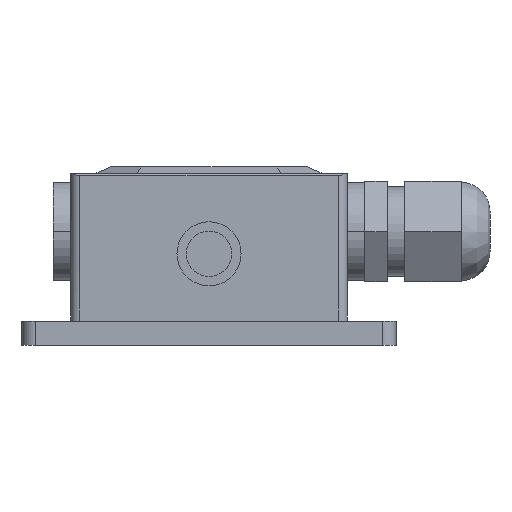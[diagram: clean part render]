
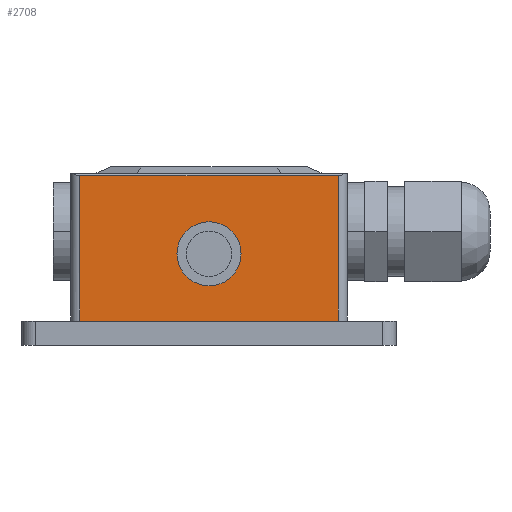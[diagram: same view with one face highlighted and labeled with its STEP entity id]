
A CAD part, front view. The second image highlights one B-rep face of the part: STEP entity #2708.
In plain terms, the highlighted planar face has unit normal (0, -1, 0).
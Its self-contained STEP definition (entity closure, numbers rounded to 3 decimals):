
#2634=CARTESIAN_POINT('',(71.,0.0,38.));
#2635=VERTEX_POINT('',#2634);
#2643=CARTESIAN_POINT('',(71.,0.,5.4));
#2644=VERTEX_POINT('',#2643);
#2645=CARTESIAN_POINT('',(71.,0.,38.));
#2646=DIRECTION('',(0.0,0.0,-1.0));
#2647=VECTOR('',#2646,32.6);
#2648=LINE('',#2645,#2647);
#2649=EDGE_CURVE('',#2635,#2644,#2648,.T.);
#2678=CARTESIAN_POINT('',(73.,0.0,38.));
#2679=DIRECTION('',(0.0,-1.0,0.0));
#2680=DIRECTION('',(1.0,0.0,0.0));
#2681=AXIS2_PLACEMENT_3D('',#2678,#2679,#2680);
#2682=PLANE('',#2681);
#2683=ORIENTED_EDGE('',*,*,#2649,.F.);
#2684=CARTESIAN_POINT('',(13.,0.,38.));
#2685=VERTEX_POINT('',#2684);
#2686=CARTESIAN_POINT('',(71.,0.,38.));
#2687=DIRECTION('',(-1.0,0.0,0.0));
#2688=VECTOR('',#2687,58.);
#2689=LINE('',#2686,#2688);
#2690=EDGE_CURVE('',#2635,#2685,#2689,.T.);
#2691=ORIENTED_EDGE('',*,*,#2690,.T.);
#2692=CARTESIAN_POINT('',(13.,0.0,5.4));
#2693=VERTEX_POINT('',#2692);
#2694=CARTESIAN_POINT('',(13.,0.,5.4));
#2695=DIRECTION('',(0.0,0.0,1.0));
#2696=VECTOR('',#2695,32.6);
#2697=LINE('',#2694,#2696);
#2698=EDGE_CURVE('',#2693,#2685,#2697,.T.);
#2699=ORIENTED_EDGE('',*,*,#2698,.F.);
#2700=CARTESIAN_POINT('',(71.,0.,5.4));
#2701=DIRECTION('',(-1.0,0.0,0.0));
#2702=VECTOR('',#2701,58.);
#2703=LINE('',#2700,#2702);
#2704=EDGE_CURVE('',#2644,#2693,#2703,.T.);
#2705=ORIENTED_EDGE('',*,*,#2704,.F.);
#2706=EDGE_LOOP('',(#2683,#2691,#2699,#2705));
#2707=FACE_OUTER_BOUND('',#2706,.T.);
#2708=ADVANCED_FACE('',(#2707),#2682,.T.);
